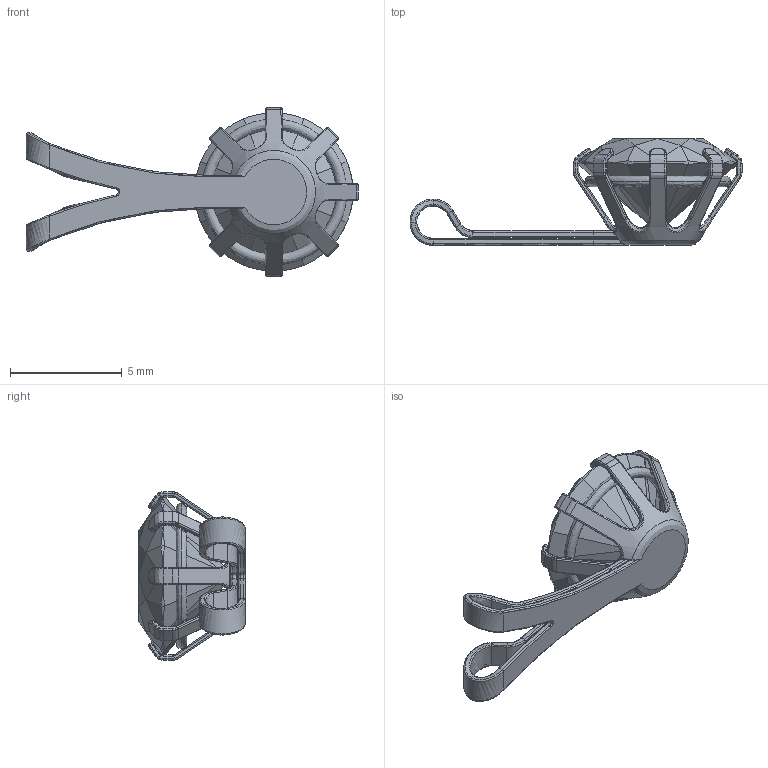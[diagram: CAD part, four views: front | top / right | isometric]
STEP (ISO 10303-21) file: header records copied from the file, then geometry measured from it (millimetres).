
FILE_DESCRIPTION(('FreeCAD Model'),'2;1');
FILE_NAME('Open CASCADE Shape Model','2025-04-27T21:02:30',('FreeCAD'),( 'FreeCAD'),'Open CASCADE STEP processor 7.6','FreeCAD','Unknown');
FILE_SCHEMA(('AUTOMOTIVE_DESIGN { 1 0 10303 214 1 1 1 1 }'));
Products named in the file (1): Open CASCADE STEP translator 7.6 1
Bounding box: 14.87 x 4.77 x 7.54 mm (x, y, z)
Volume: 96.1 mm3; surface area: 318.7 mm2
Topology: 2 solids, 2 shells, 845 faces, 1993 edges, 1108 vertices
Faces by surface type: bspline 845
Entity records: 53825 total; most frequent: CARTESIAN_POINT 42816, ORIENTED_EDGE 3938, EDGE_CURVE 1969, B_SPLINE_CURVE_WITH_KNOTS 1283, VERTEX_POINT 1108, ADVANCED_FACE 845, FACE_BOUND 845, EDGE_LOOP 845
